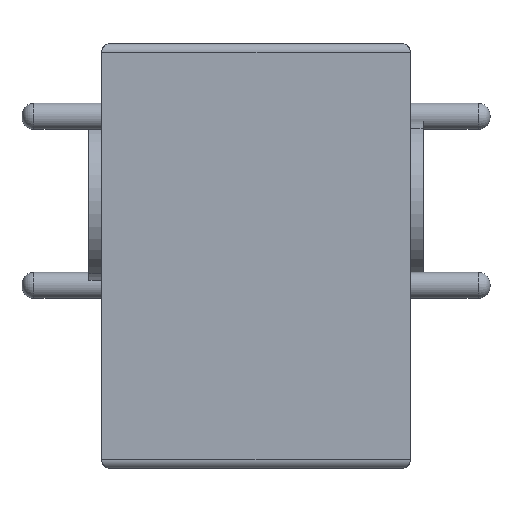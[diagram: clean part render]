
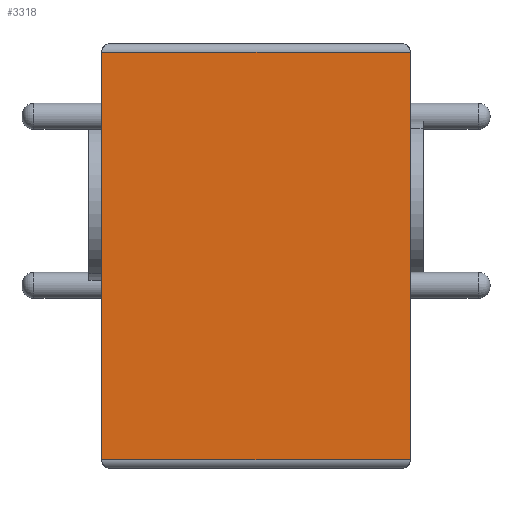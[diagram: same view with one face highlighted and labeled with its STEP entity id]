
A CAD part, front view. The second image highlights one B-rep face of the part: STEP entity #3318.
In plain terms, the highlighted planar face has unit normal (0, -1, 0).
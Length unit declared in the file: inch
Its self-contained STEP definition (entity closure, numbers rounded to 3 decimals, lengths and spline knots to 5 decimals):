
#95 = VECTOR ( 'NONE', #9482, 39.37008 ) ;
#686 = LINE ( 'NONE', #2246, #1254 ) ;
#910 = CARTESIAN_POINT ( 'NONE',  ( 0.3937, -0.3937, 0.37008 ) ) ;
#1254 = VECTOR ( 'NONE', #3116, 39.37008 ) ;
#1696 = CARTESIAN_POINT ( 'NONE',  ( -0.3637, -0.3937, 0.35008 ) ) ;
#1798 = CARTESIAN_POINT ( 'NONE',  ( 0.3937, -0.3937, 0.35008 ) ) ;
#1893 = EDGE_CURVE ( 'NONE', #5751, #7632, #5009, .T. ) ;
#2246 = CARTESIAN_POINT ( 'NONE',  ( 0.3937, -0.3937, -0.60992 ) ) ;
#2315 = DIRECTION ( 'NONE',  ( 0., 0., 1. ) ) ;
#2465 = DIRECTION ( 'NONE',  ( 0., 0., 1. ) ) ;
#2524 = DIRECTION ( 'NONE',  ( -1., 0., 0. ) ) ;
#3116 = DIRECTION ( 'NONE',  ( 1., 0., 0. ) ) ;
#3121 = EDGE_CURVE ( 'NONE', #8545, #7632, #7086, .T. ) ;
#3318 = ADVANCED_FACE ( 'NONE', ( #8796 ), #5727, .F. ) ;
#3580 = CARTESIAN_POINT ( 'NONE',  ( -0.3637, -0.3937, -0.60992 ) ) ;
#3964 = EDGE_CURVE ( 'NONE', #5751, #5920, #5558, .T. ) ;
#4096 = ORIENTED_EDGE ( 'NONE', *, *, #3964, .F. ) ;
#5009 = LINE ( 'NONE', #1798, #7986 ) ;
#5055 = AXIS2_PLACEMENT_3D ( 'NONE', #910, #6399, #2465 ) ;
#5558 = LINE ( 'NONE', #8725, #95 ) ;
#5727 = PLANE ( 'NONE',  #5055 ) ;
#5751 = VERTEX_POINT ( 'NONE', #6444 ) ;
#5920 = VERTEX_POINT ( 'NONE', #7738 ) ;
#6399 = DIRECTION ( 'NONE',  ( 0., 1., 0. ) ) ;
#6444 = CARTESIAN_POINT ( 'NONE',  ( 0.3637, -0.3937, 0.35008 ) ) ;
#6795 = ORIENTED_EDGE ( 'NONE', *, *, #1893, .T. ) ;
#7041 = VECTOR ( 'NONE', #2315, 39.37008 ) ;
#7073 = EDGE_CURVE ( 'NONE', #8545, #5920, #686, .T. ) ;
#7086 = LINE ( 'NONE', #9515, #7041 ) ;
#7632 = VERTEX_POINT ( 'NONE', #1696 ) ;
#7738 = CARTESIAN_POINT ( 'NONE',  ( 0.3637, -0.3937, -0.60992 ) ) ;
#7986 = VECTOR ( 'NONE', #2524, 39.37008 ) ;
#8545 = VERTEX_POINT ( 'NONE', #3580 ) ;
#8725 = CARTESIAN_POINT ( 'NONE',  ( 0.3637, -0.3937, 0.37008 ) ) ;
#8796 = FACE_OUTER_BOUND ( 'NONE', #10083, .T. ) ;
#9482 = DIRECTION ( 'NONE',  ( 0., 0., -1. ) ) ;
#9515 = CARTESIAN_POINT ( 'NONE',  ( -0.3637, -0.3937, -0.62992 ) ) ;
#10038 = ORIENTED_EDGE ( 'NONE', *, *, #3121, .F. ) ;
#10083 = EDGE_LOOP ( 'NONE', ( #4096, #6795, #10038, #10157 ) ) ;
#10157 = ORIENTED_EDGE ( 'NONE', *, *, #7073, .T. ) ;
